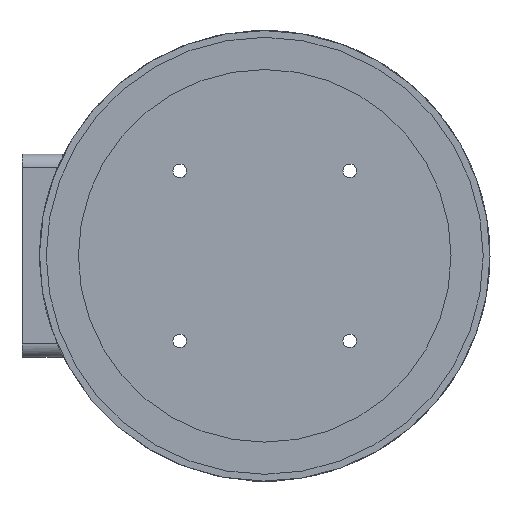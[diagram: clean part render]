
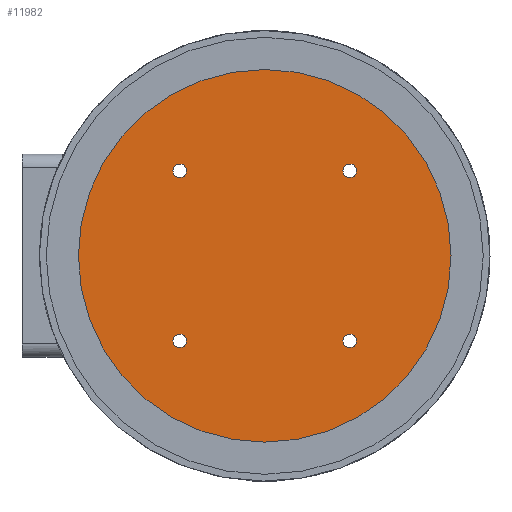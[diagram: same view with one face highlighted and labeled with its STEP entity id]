
A CAD part, left-side view. The second image highlights one B-rep face of the part: STEP entity #11982.
In plain terms, the highlighted planar face has unit normal (-1, 0, 0).
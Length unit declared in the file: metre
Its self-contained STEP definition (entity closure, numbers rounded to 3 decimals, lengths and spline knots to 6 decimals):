
#1231=CIRCLE('',#13089,0.002);
#1233=CIRCLE('',#13092,0.002);
#1235=CIRCLE('',#13095,0.002);
#1237=CIRCLE('',#13098,0.002);
#1650=CIRCLE('',#13540,0.055);
#2834=ORIENTED_EDGE('',*,*,#6136,.F.);
#2835=ORIENTED_EDGE('',*,*,#6134,.F.);
#2836=ORIENTED_EDGE('',*,*,#6132,.F.);
#2837=ORIENTED_EDGE('',*,*,#6130,.F.);
#2838=ORIENTED_EDGE('',*,*,#6579,.T.);
#6130=EDGE_CURVE('',#8036,#8036,#1231,.T.);
#6132=EDGE_CURVE('',#8038,#8038,#1233,.T.);
#6134=EDGE_CURVE('',#8040,#8040,#1235,.T.);
#6136=EDGE_CURVE('',#8042,#8042,#1237,.T.);
#6579=EDGE_CURVE('',#8462,#8462,#1650,.T.);
#8036=VERTEX_POINT('',#19250);
#8038=VERTEX_POINT('',#19255);
#8040=VERTEX_POINT('',#19260);
#8042=VERTEX_POINT('',#19265);
#8462=VERTEX_POINT('',#20157);
#10405=EDGE_LOOP('',(#2834));
#10406=EDGE_LOOP('',(#2835));
#10407=EDGE_LOOP('',(#2836));
#10408=EDGE_LOOP('',(#2837));
#10409=EDGE_LOOP('',(#2838));
#11153=FACE_BOUND('',#10405,.T.);
#11154=FACE_BOUND('',#10406,.T.);
#11155=FACE_BOUND('',#10407,.T.);
#11156=FACE_BOUND('',#10408,.T.);
#11157=FACE_BOUND('',#10409,.T.);
#11839=PLANE('',#13541);
#11982=ADVANCED_FACE('',(#11153,#11154,#11155,#11156,#11157),#11839,.T.);
#13089=AXIS2_PLACEMENT_3D('',#19249,#15108,#15109);
#13092=AXIS2_PLACEMENT_3D('',#19254,#15114,#15115);
#13095=AXIS2_PLACEMENT_3D('',#19259,#15120,#15121);
#13098=AXIS2_PLACEMENT_3D('',#19264,#15126,#15127);
#13540=AXIS2_PLACEMENT_3D('',#20156,#16040,#16041);
#13541=AXIS2_PLACEMENT_3D('',#20158,#16042,#16043);
#15108=DIRECTION('',(-1.,0.,0.));
#15109=DIRECTION('',(0.,0.,1.));
#15114=DIRECTION('',(-1.,0.,0.));
#15115=DIRECTION('',(0.,0.,1.));
#15120=DIRECTION('',(-1.,0.,0.));
#15121=DIRECTION('',(0.,0.,1.));
#15126=DIRECTION('',(-1.,0.,0.));
#15127=DIRECTION('',(0.,0.,1.));
#16040=DIRECTION('',(-1.,0.,0.));
#16041=DIRECTION('',(0.,0.,1.));
#16042=DIRECTION('',(-1.,0.,0.));
#16043=DIRECTION('',(0.,-1.,0.));
#19249=CARTESIAN_POINT('',(-0.0184,-0.04655,0.0551));
#19250=CARTESIAN_POINT('',(-0.0184,-0.04655,0.0571));
#19254=CARTESIAN_POINT('',(-0.0184,-0.09675,0.0551));
#19255=CARTESIAN_POINT('',(-0.0184,-0.09675,0.0571));
#19259=CARTESIAN_POINT('',(-0.0184,-0.09675,0.0049));
#19260=CARTESIAN_POINT('',(-0.0184,-0.09675,0.0069));
#19264=CARTESIAN_POINT('',(-0.0184,-0.04655,0.0049));
#19265=CARTESIAN_POINT('',(-0.0184,-0.04655,0.0069));
#20156=CARTESIAN_POINT('',(-0.0184,-0.07165,0.03));
#20157=CARTESIAN_POINT('',(-0.0184,-0.07165,0.085));
#20158=CARTESIAN_POINT('',(-0.0184,-0.07165,0.03));
